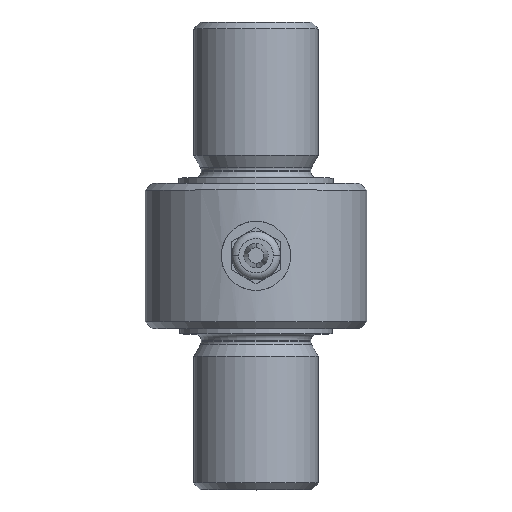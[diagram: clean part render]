
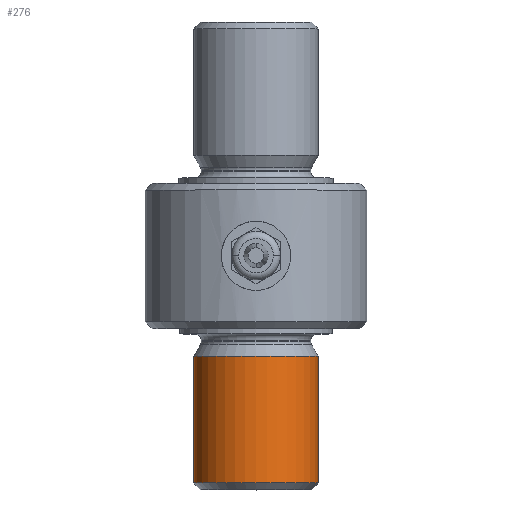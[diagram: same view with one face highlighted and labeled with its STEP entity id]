
A CAD part, top view. The second image highlights one B-rep face of the part: STEP entity #276.
In plain terms, the highlighted cylindrical face has radius 18 mm (diameter 36 mm), a full revolution.
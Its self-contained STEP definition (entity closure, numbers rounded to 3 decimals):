
#276 = ADVANCED_FACE( '', ( #581, #582 ), #583, .T. );
#581 = FACE_OUTER_BOUND( '', #936, .T. );
#582 = FACE_OUTER_BOUND( '', #937, .T. );
#583 = CYLINDRICAL_SURFACE( '', #938, 18. );
#936 = EDGE_LOOP( '', ( #1467 ) );
#937 = EDGE_LOOP( '', ( #1468 ) );
#938 = AXIS2_PLACEMENT_3D( '', #1469, #1470, #1471 );
#1467 = ORIENTED_EDGE( '', *, *, #1966, .T. );
#1468 = ORIENTED_EDGE( '', *, *, #1941, .F. );
#1469 = CARTESIAN_POINT( '', ( 0., 45., 0. ) );
#1470 = DIRECTION( '', ( 0., 1., 0. ) );
#1471 = DIRECTION( '', ( 0., 0., -1. ) );
#1941 = EDGE_CURVE( '', #2256, #2256, #2257, .T. );
#1966 = EDGE_CURVE( '', #2296, #2296, #2297, .T. );
#2256 = VERTEX_POINT( '', #2914 );
#2257 = CIRCLE( '', #2915, 18. );
#2296 = VERTEX_POINT( '', #3049 );
#2297 = CIRCLE( '', #3050, 18. );
#2914 = CARTESIAN_POINT( '', ( -18., 38.5, 0. ) );
#2915 = AXIS2_PLACEMENT_3D( '', #4202, #4203, #4204 );
#3049 = CARTESIAN_POINT( '', ( 0., 2., 18. ) );
#3050 = AXIS2_PLACEMENT_3D( '', #4217, #4218, #4219 );
#4202 = CARTESIAN_POINT( '', ( 0., 38.5, 0. ) );
#4203 = DIRECTION( '', ( 0., 1., 0. ) );
#4204 = DIRECTION( '', ( -1., 0., 0. ) );
#4217 = CARTESIAN_POINT( '', ( 0., 2., 0. ) );
#4218 = DIRECTION( '', ( 0., 1., 0. ) );
#4219 = DIRECTION( '', ( 0., 0., 1. ) );
